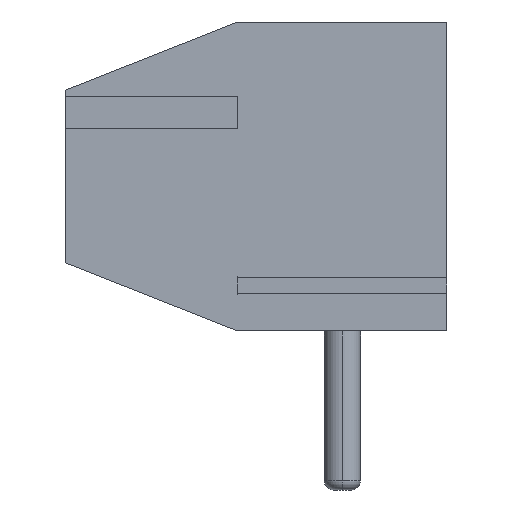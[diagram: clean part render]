
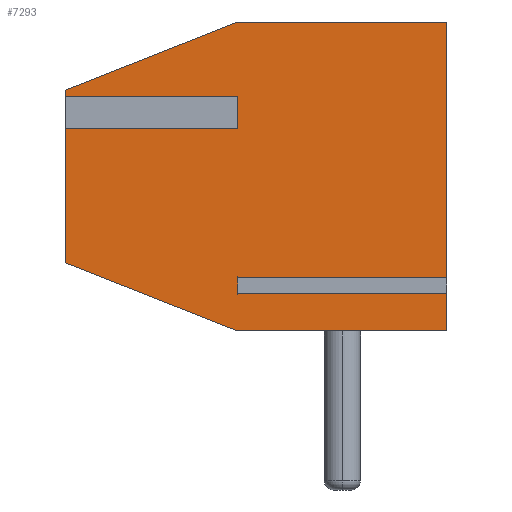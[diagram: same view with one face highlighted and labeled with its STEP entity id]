
A CAD part, left-side view. The second image highlights one B-rep face of the part: STEP entity #7293.
In plain terms, the highlighted planar face has unit normal (-1, 0, 0).
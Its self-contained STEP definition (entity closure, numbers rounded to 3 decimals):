
#377 = CARTESIAN_POINT ( 'NONE',  ( 0., 4.6, 0.832 ) ) ;
#485 = CARTESIAN_POINT ( 'NONE',  ( 0., 4.6, 4.968 ) ) ;
#571 = ORIENTED_EDGE ( 'NONE', *, *, #18142, .T. ) ;
#638 = CARTESIAN_POINT ( 'NONE',  ( 0., 8.4, 0. ) ) ;
#729 = VERTEX_POINT ( 'NONE', #2202 ) ;
#870 = EDGE_CURVE ( 'NONE', #29011, #23322, #29036, .T. ) ;
#1150 = DIRECTION ( 'NONE',  ( 0., -1., 0. ) ) ;
#1786 = CARTESIAN_POINT ( 'NONE',  ( 0., 0., 6.8 ) ) ;
#2152 = VERTEX_POINT ( 'NONE', #20179 ) ;
#2159 = LINE ( 'NONE', #40665, #30401 ) ;
#2164 = FACE_OUTER_BOUND ( 'NONE', #12618, .T. ) ;
#2202 = CARTESIAN_POINT ( 'NONE',  ( 0., 8.4, 5.3 ) ) ;
#2472 = CARTESIAN_POINT ( 'NONE',  ( 0., 4.6, 1.168 ) ) ;
#2657 = VECTOR ( 'NONE', #20465, 1000. ) ;
#2676 = CARTESIAN_POINT ( 'NONE',  ( 0., 8.4, 5.3 ) ) ;
#2695 = VECTOR ( 'NONE', #41694, 1000. ) ;
#3224 = CARTESIAN_POINT ( 'NONE',  ( 0., 0., 0.832 ) ) ;
#3540 = EDGE_CURVE ( 'NONE', #10409, #25224, #17795, .T. ) ;
#3860 = CARTESIAN_POINT ( 'NONE',  ( 0., 0., 6.8 ) ) ;
#4441 = VERTEX_POINT ( 'NONE', #2472 ) ;
#5302 = VERTEX_POINT ( 'NONE', #21921 ) ;
#5329 = DIRECTION ( 'NONE',  ( 0., -1., 0. ) ) ;
#5820 = LINE ( 'NONE', #41338, #29876 ) ;
#5827 = CARTESIAN_POINT ( 'NONE',  ( 0., 8.4, 4.968 ) ) ;
#6074 = DIRECTION ( 'NONE',  ( 0., -0.93, 0.367 ) ) ;
#6815 = LINE ( 'NONE', #3860, #11697 ) ;
#6920 = VECTOR ( 'NONE', #26442, 1000. ) ;
#7016 = DIRECTION ( 'NONE',  ( 0., 0., -1. ) ) ;
#7293 = ADVANCED_FACE ( 'NONE', ( #2164 ), #40873, .F. ) ;
#9312 = VERTEX_POINT ( 'NONE', #1786 ) ;
#9771 = EDGE_CURVE ( 'NONE', #30272, #4441, #2159, .T. ) ;
#9976 = LINE ( 'NONE', #2676, #34827 ) ;
#10153 = VECTOR ( 'NONE', #23177, 1000. ) ;
#10409 = VERTEX_POINT ( 'NONE', #22536 ) ;
#10544 = DIRECTION ( 'NONE',  ( 0., 0., 1. ) ) ;
#11172 = LINE ( 'NONE', #24114, #2695 ) ;
#11320 = EDGE_CURVE ( 'NONE', #30272, #21312, #35127, .T. ) ;
#11672 = EDGE_CURVE ( 'NONE', #15547, #10409, #19389, .T. ) ;
#11697 = VECTOR ( 'NONE', #29662, 1000. ) ;
#11821 = DIRECTION ( 'NONE',  ( 0., 0., 1. ) ) ;
#11826 = CARTESIAN_POINT ( 'NONE',  ( 0., 8.4, 6.8 ) ) ;
#12618 = EDGE_LOOP ( 'NONE', ( #571, #39159, #41366, #21891, #37230, #32116, #18849, #36221, #27171, #29286, #40755, #20078, #37670, #35773 ) ) ;
#12623 = EDGE_CURVE ( 'NONE', #5302, #15547, #5820, .T. ) ;
#13246 = LINE ( 'NONE', #17086, #2657 ) ;
#15547 = VERTEX_POINT ( 'NONE', #36561 ) ;
#15782 = EDGE_CURVE ( 'NONE', #23322, #25224, #20093, .T. ) ;
#16794 = CARTESIAN_POINT ( 'NONE',  ( 0., 4.6, 6.8 ) ) ;
#17086 = CARTESIAN_POINT ( 'NONE',  ( 0., 0., 6.8 ) ) ;
#17795 = LINE ( 'NONE', #30550, #27152 ) ;
#18142 = EDGE_CURVE ( 'NONE', #4441, #2152, #26885, .T. ) ;
#18849 = ORIENTED_EDGE ( 'NONE', *, *, #15782, .T. ) ;
#19389 = LINE ( 'NONE', #29130, #10153 ) ;
#20078 = ORIENTED_EDGE ( 'NONE', *, *, #32927, .T. ) ;
#20093 = LINE ( 'NONE', #485, #38883 ) ;
#20179 = CARTESIAN_POINT ( 'NONE',  ( 0., 0., 1.168 ) ) ;
#20212 = DIRECTION ( 'NONE',  ( 1., 0., 0. ) ) ;
#20281 = CARTESIAN_POINT ( 'NONE',  ( 0., 8.4, 6.8 ) ) ;
#20465 = DIRECTION ( 'NONE',  ( 0., 0., 1. ) ) ;
#20488 = VERTEX_POINT ( 'NONE', #16794 ) ;
#21312 = VERTEX_POINT ( 'NONE', #3224 ) ;
#21891 = ORIENTED_EDGE ( 'NONE', *, *, #34000, .F. ) ;
#21921 = CARTESIAN_POINT ( 'NONE',  ( 0., 4.6, 0. ) ) ;
#22062 = EDGE_CURVE ( 'NONE', #5302, #29059, #36570, .T. ) ;
#22536 = CARTESIAN_POINT ( 'NONE',  ( 0., 8.4, 4.632 ) ) ;
#22630 = DIRECTION ( 'NONE',  ( 0., 0., -1. ) ) ;
#23177 = DIRECTION ( 'NONE',  ( 0., 0., 1. ) ) ;
#23322 = VERTEX_POINT ( 'NONE', #36463 ) ;
#23993 = AXIS2_PLACEMENT_3D ( 'NONE', #11826, #20212, #22630 ) ;
#24114 = CARTESIAN_POINT ( 'NONE',  ( 0., 8.4, 6.8 ) ) ;
#24229 = CARTESIAN_POINT ( 'NONE',  ( 0., 4.6, 4.632 ) ) ;
#25224 = VERTEX_POINT ( 'NONE', #24229 ) ;
#26442 = DIRECTION ( 'NONE',  ( 0., -1., 0. ) ) ;
#26474 = CARTESIAN_POINT ( 'NONE',  ( 0., 8.4, 4.968 ) ) ;
#26885 = LINE ( 'NONE', #39777, #31382 ) ;
#27152 = VECTOR ( 'NONE', #1150, 1000. ) ;
#27171 = ORIENTED_EDGE ( 'NONE', *, *, #11672, .F. ) ;
#28205 = DIRECTION ( 'NONE',  ( 0., -1., 0. ) ) ;
#28625 = VECTOR ( 'NONE', #10544, 1000. ) ;
#29011 = VERTEX_POINT ( 'NONE', #26474 ) ;
#29036 = LINE ( 'NONE', #5827, #37400 ) ;
#29059 = VERTEX_POINT ( 'NONE', #29418 ) ;
#29130 = CARTESIAN_POINT ( 'NONE',  ( 0., 8.4, 6.8 ) ) ;
#29286 = ORIENTED_EDGE ( 'NONE', *, *, #12623, .F. ) ;
#29418 = CARTESIAN_POINT ( 'NONE',  ( 0., 0., 0. ) ) ;
#29662 = DIRECTION ( 'NONE',  ( 0., 0., 1. ) ) ;
#29876 = VECTOR ( 'NONE', #35375, 1000. ) ;
#30272 = VERTEX_POINT ( 'NONE', #36480 ) ;
#30401 = VECTOR ( 'NONE', #11821, 1000. ) ;
#30550 = CARTESIAN_POINT ( 'NONE',  ( 0., 8.4, 4.632 ) ) ;
#31382 = VECTOR ( 'NONE', #37003, 1000. ) ;
#32116 = ORIENTED_EDGE ( 'NONE', *, *, #870, .T. ) ;
#32927 = EDGE_CURVE ( 'NONE', #29059, #21312, #13246, .T. ) ;
#34000 = EDGE_CURVE ( 'NONE', #729, #20488, #9976, .T. ) ;
#34827 = VECTOR ( 'NONE', #6074, 1000. ) ;
#35127 = LINE ( 'NONE', #377, #39339 ) ;
#35375 = DIRECTION ( 'NONE',  ( 0., 0.93, 0.367 ) ) ;
#35773 = ORIENTED_EDGE ( 'NONE', *, *, #9771, .T. ) ;
#36221 = ORIENTED_EDGE ( 'NONE', *, *, #3540, .F. ) ;
#36426 = EDGE_CURVE ( 'NONE', #2152, #9312, #6815, .T. ) ;
#36463 = CARTESIAN_POINT ( 'NONE',  ( 0., 4.6, 4.968 ) ) ;
#36470 = EDGE_CURVE ( 'NONE', #29011, #729, #39157, .T. ) ;
#36480 = CARTESIAN_POINT ( 'NONE',  ( 0., 4.6, 0.832 ) ) ;
#36561 = CARTESIAN_POINT ( 'NONE',  ( 0., 8.4, 1.5 ) ) ;
#36570 = LINE ( 'NONE', #638, #6920 ) ;
#37003 = DIRECTION ( 'NONE',  ( 0., -1., 0. ) ) ;
#37230 = ORIENTED_EDGE ( 'NONE', *, *, #36470, .F. ) ;
#37400 = VECTOR ( 'NONE', #28205, 1000. ) ;
#37670 = ORIENTED_EDGE ( 'NONE', *, *, #11320, .F. ) ;
#38883 = VECTOR ( 'NONE', #7016, 1000. ) ;
#39157 = LINE ( 'NONE', #20281, #28625 ) ;
#39159 = ORIENTED_EDGE ( 'NONE', *, *, #36426, .T. ) ;
#39339 = VECTOR ( 'NONE', #5329, 1000. ) ;
#39777 = CARTESIAN_POINT ( 'NONE',  ( 0., 4.6, 1.168 ) ) ;
#40665 = CARTESIAN_POINT ( 'NONE',  ( 0., 4.6, 0.832 ) ) ;
#40755 = ORIENTED_EDGE ( 'NONE', *, *, #22062, .T. ) ;
#40873 = PLANE ( 'NONE',  #23993 ) ;
#41338 = CARTESIAN_POINT ( 'NONE',  ( 0., 8.4, 1.5 ) ) ;
#41366 = ORIENTED_EDGE ( 'NONE', *, *, #41700, .F. ) ;
#41694 = DIRECTION ( 'NONE',  ( 0., -1., 0. ) ) ;
#41700 = EDGE_CURVE ( 'NONE', #20488, #9312, #11172, .T. ) ;
